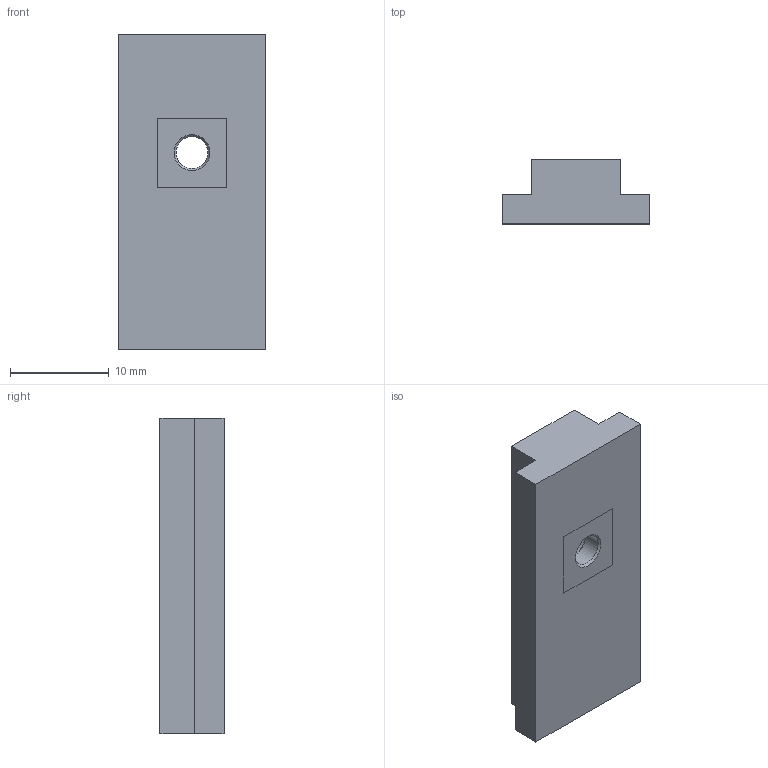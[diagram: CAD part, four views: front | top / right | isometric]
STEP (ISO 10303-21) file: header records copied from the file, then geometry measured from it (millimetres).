
FILE_DESCRIPTION(/* description */ (''),/* implementation_level */ '2;1');
FILE_NAME(/* name */ 'E_3_01_12_19_00_WKZ-0093.stp',/* time_stamp */ '2025-11-24T11:29:40+01:00',/* author */ ('d.fischer'),/* organization */ (''),/* preprocessor_version */ 'ST-DEVELOPER v20',/* originating_system */ 'Autodesk Inventor 2025',/* authorisation */ '');
FILE_SCHEMA (('AUTOMOTIVE_DESIGN { 1 0 10303 214 3 1 1 }'));
Length unit declared in the file: millimetre
Products named in the file (3): WKZ-0093; WKZ-0093-01; WKZ-0093-02
Assembly tree (2 placements, depth 2):
  WKZ-0093
    WKZ-0093-01
    WKZ-0093-02
Bounding box: 15 x 6.5 x 32 mm (x, y, z)
Volume: 2345 mm3; surface area: 1782.1 mm2
Topology: 2 solids, 2 shells, 25 faces, 58 edges, 38 vertices
Faces by surface type: plane 21, cylinder 2, cone 2
Full cylindrical faces by diameter (mm): 3.242 x1, 5 x1
Entity records: 834 total; most frequent: CARTESIAN_POINT 126, DIRECTION 124, ORIENTED_EDGE 116, EDGE_CURVE 58, LINE 52, VECTOR 52, VERTEX_POINT 38, AXIS2_PLACEMENT_3D 36
